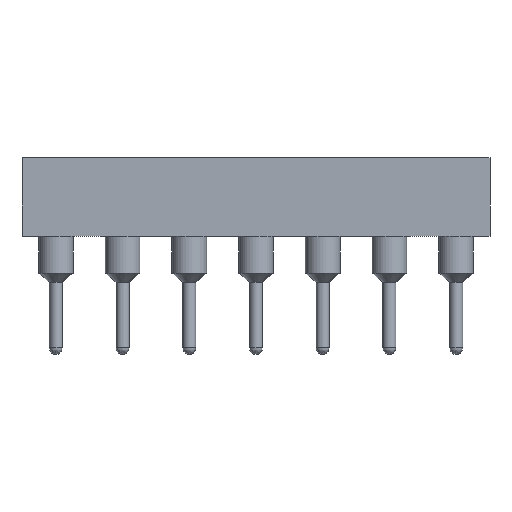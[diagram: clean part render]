
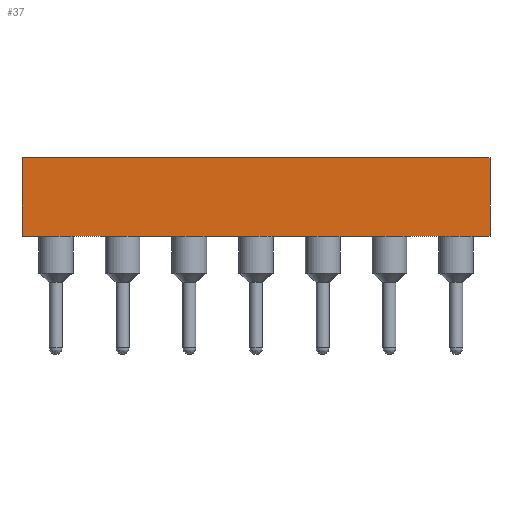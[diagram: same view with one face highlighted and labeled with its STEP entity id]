
A CAD part, front view. The second image highlights one B-rep face of the part: STEP entity #37.
In plain terms, the highlighted planar face has unit normal (0, -1, 0).
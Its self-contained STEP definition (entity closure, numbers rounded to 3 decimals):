
#12 = DIRECTION ( 'NONE',  ( 1., 0., 0. ) ) ;
#37 = ADVANCED_FACE ( 'NONE', ( #3151 ), #192, .T. ) ;
#192 = PLANE ( 'NONE',  #227 ) ;
#207 = VECTOR ( 'NONE', #12, 1000. ) ;
#227 = AXIS2_PLACEMENT_3D ( 'NONE', #1764, #4921, #1746 ) ;
#404 = VECTOR ( 'NONE', #5072, 1000. ) ;
#457 = EDGE_CURVE ( 'NONE', #1105, #2767, #3712, .T. ) ;
#648 = CARTESIAN_POINT ( 'NONE',  ( 8.91, -5.07, 0. ) ) ;
#655 = EDGE_CURVE ( 'NONE', #1576, #1028, #1603, .T. ) ;
#661 = VECTOR ( 'NONE', #4839, 1000. ) ;
#745 = CARTESIAN_POINT ( 'NONE',  ( -8.91, -5.07, 0. ) ) ;
#839 = ORIENTED_EDGE ( 'NONE', *, *, #3853, .T. ) ;
#1028 = VERTEX_POINT ( 'NONE', #1836 ) ;
#1100 = ORIENTED_EDGE ( 'NONE', *, *, #655, .T. ) ;
#1105 = VERTEX_POINT ( 'NONE', #648 ) ;
#1265 = LINE ( 'NONE', #4769, #207 ) ;
#1512 = LINE ( 'NONE', #3937, #4569 ) ;
#1576 = VERTEX_POINT ( 'NONE', #2211 ) ;
#1603 = LINE ( 'NONE', #745, #404 ) ;
#1746 = DIRECTION ( 'NONE',  ( 0., 0., -1. ) ) ;
#1764 = CARTESIAN_POINT ( 'NONE',  ( -8.91, -5.07, 0. ) ) ;
#1836 = CARTESIAN_POINT ( 'NONE',  ( -8.91, -5.07, -3. ) ) ;
#2073 = CARTESIAN_POINT ( 'NONE',  ( 8.91, -5.07, 0. ) ) ;
#2211 = CARTESIAN_POINT ( 'NONE',  ( -8.91, -5.07, 0. ) ) ;
#2230 = ORIENTED_EDGE ( 'NONE', *, *, #457, .F. ) ;
#2767 = VERTEX_POINT ( 'NONE', #3187 ) ;
#2960 = ORIENTED_EDGE ( 'NONE', *, *, #3734, .T. ) ;
#3151 = FACE_OUTER_BOUND ( 'NONE', #3586, .T. ) ;
#3187 = CARTESIAN_POINT ( 'NONE',  ( 8.91, -5.07, -3. ) ) ;
#3586 = EDGE_LOOP ( 'NONE', ( #2960, #1100, #839, #2230 ) ) ;
#3712 = LINE ( 'NONE', #2073, #661 ) ;
#3734 = EDGE_CURVE ( 'NONE', #1105, #1576, #1512, .T. ) ;
#3853 = EDGE_CURVE ( 'NONE', #1028, #2767, #1265, .T. ) ;
#3937 = CARTESIAN_POINT ( 'NONE',  ( -8.91, -5.07, 0. ) ) ;
#4331 = DIRECTION ( 'NONE',  ( -1., 0., 0. ) ) ;
#4569 = VECTOR ( 'NONE', #4331, 1000. ) ;
#4769 = CARTESIAN_POINT ( 'NONE',  ( 0., -5.07, -3. ) ) ;
#4839 = DIRECTION ( 'NONE',  ( 0., 0., -1. ) ) ;
#4921 = DIRECTION ( 'NONE',  ( 0., -1., 0. ) ) ;
#5072 = DIRECTION ( 'NONE',  ( 0., 0., -1. ) ) ;
